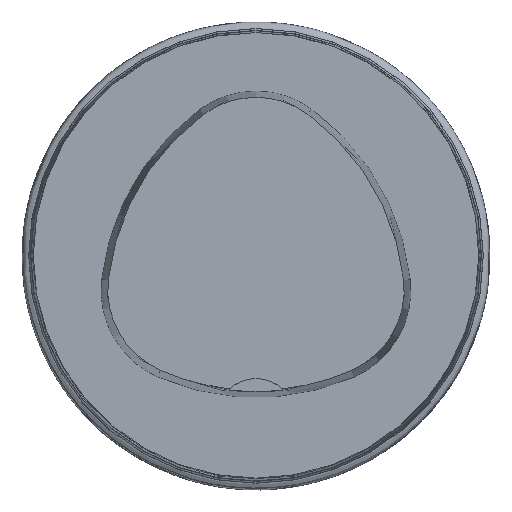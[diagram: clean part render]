
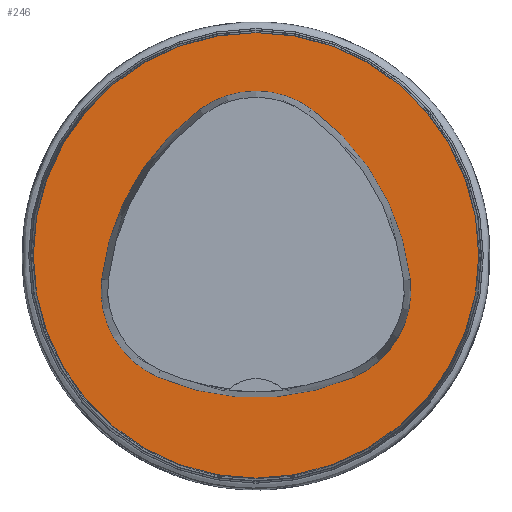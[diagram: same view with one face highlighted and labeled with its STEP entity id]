
A CAD part, top view. The second image highlights one B-rep face of the part: STEP entity #246.
In plain terms, the highlighted planar face has unit normal (0, 0, 1).
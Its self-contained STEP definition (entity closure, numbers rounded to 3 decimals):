
#217=FACE_BOUND('',#349,.T.);
#218=FACE_BOUND('',#350,.T.);
#246=ADVANCED_FACE('',(#217,#218),#265,.T.);
#265=PLANE('',#834);
#349=EDGE_LOOP('',(#454,#455,#456,#457,#458,#459));
#350=EDGE_LOOP('',(#460));
#454=ORIENTED_EDGE('',*,*,#606,.T.);
#455=ORIENTED_EDGE('',*,*,#586,.T.);
#456=ORIENTED_EDGE('',*,*,#590,.T.);
#457=ORIENTED_EDGE('',*,*,#593,.T.);
#458=ORIENTED_EDGE('',*,*,#596,.T.);
#459=ORIENTED_EDGE('',*,*,#604,.T.);
#460=ORIENTED_EDGE('',*,*,#577,.F.);
#525=VERTEX_POINT('',#1155);
#534=VERTEX_POINT('',#1182);
#535=VERTEX_POINT('',#1183);
#538=VERTEX_POINT('',#1191);
#540=VERTEX_POINT('',#1197);
#542=VERTEX_POINT('',#1203);
#549=VERTEX_POINT('',#1224);
#577=EDGE_CURVE('',#525,#525,#636,.T.);
#586=EDGE_CURVE('',#534,#535,#637,.T.);
#590=EDGE_CURVE('',#535,#538,#639,.T.);
#593=EDGE_CURVE('',#538,#540,#641,.T.);
#596=EDGE_CURVE('',#540,#542,#643,.T.);
#604=EDGE_CURVE('',#542,#549,#647,.T.);
#606=EDGE_CURVE('',#549,#534,#649,.T.);
#636=CIRCLE('',#798,40.);
#637=CIRCLE('',#812,44.);
#639=CIRCLE('',#815,17.);
#641=CIRCLE('',#818,44.);
#643=CIRCLE('',#821,17.);
#647=CIRCLE('',#826,44.);
#649=CIRCLE('',#829,17.);
#798=AXIS2_PLACEMENT_3D('',#1154,#942,#943);
#812=AXIS2_PLACEMENT_3D('',#1181,#974,#975);
#815=AXIS2_PLACEMENT_3D('',#1190,#982,#983);
#818=AXIS2_PLACEMENT_3D('',#1196,#989,#990);
#821=AXIS2_PLACEMENT_3D('',#1202,#996,#997);
#826=AXIS2_PLACEMENT_3D('',#1225,#1008,#1009);
#829=AXIS2_PLACEMENT_3D('',#1228,#1014,#1015);
#834=AXIS2_PLACEMENT_3D('',#1233,#1024,#1025);
#942=DIRECTION('',(0.,0.,-1.));
#943=DIRECTION('',(-1.,0.,0.));
#974=DIRECTION('',(0.,0.,-1.));
#975=DIRECTION('',(-1.,0.,0.));
#982=DIRECTION('',(0.,0.,-1.));
#983=DIRECTION('',(-1.,0.,0.));
#989=DIRECTION('',(0.,0.,-1.));
#990=DIRECTION('',(-1.,0.,0.));
#996=DIRECTION('',(0.,0.,-1.));
#997=DIRECTION('',(-1.,0.,0.));
#1008=DIRECTION('',(0.,0.,-1.));
#1009=DIRECTION('',(-1.,0.,0.));
#1014=DIRECTION('',(0.,0.,-1.));
#1015=DIRECTION('',(-1.,0.,0.));
#1024=DIRECTION('',(0.,0.,1.));
#1025=DIRECTION('',(1.,0.,0.));
#1154=CARTESIAN_POINT('',(0.,0.,0.));
#1155=CARTESIAN_POINT('',(-40.,0.,0.));
#1181=CARTESIAN_POINT('',(16.01,-9.224,0.));
#1182=CARTESIAN_POINT('',(-27.722,-4.378,0.));
#1183=CARTESIAN_POINT('',(-10.119,26.178,0.));
#1190=CARTESIAN_POINT('',(-0.023,12.5,0.));
#1191=CARTESIAN_POINT('',(10.049,26.194,0.));
#1196=CARTESIAN_POINT('',(-16.021,-9.25,0.));
#1197=CARTESIAN_POINT('',(27.71,-4.394,0.));
#1202=CARTESIAN_POINT('',(10.814,-6.27,0.));
#1203=CARTESIAN_POINT('',(17.611,-21.852,0.));
#1224=CARTESIAN_POINT('',(-17.652,-21.819,0.));
#1225=CARTESIAN_POINT('',(0.017,18.477,0.));
#1228=CARTESIAN_POINT('',(-10.825,-6.25,0.));
#1233=CARTESIAN_POINT('',(0.,0.,0.));
